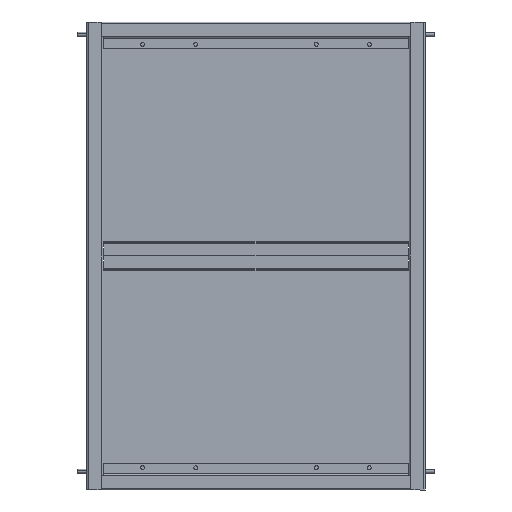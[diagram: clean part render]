
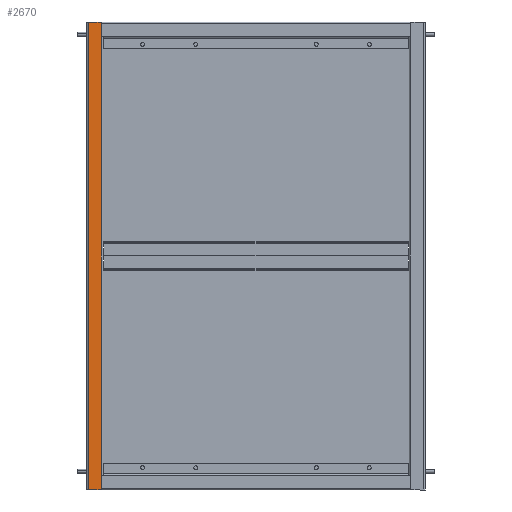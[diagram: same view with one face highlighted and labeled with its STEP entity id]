
A CAD part, front view. The second image highlights one B-rep face of the part: STEP entity #2670.
In plain terms, the highlighted planar face has unit normal (0, -1, 0).
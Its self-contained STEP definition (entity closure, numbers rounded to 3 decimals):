
#271 = DIRECTION ( 'NONE',  ( -1., 0., 0. ) ) ;
#342 = VECTOR ( 'NONE', #520, 1000. ) ;
#372 = VERTEX_POINT ( 'NONE', #2007 ) ;
#378 = EDGE_CURVE ( 'NONE', #2674, #5604, #4945, .T. ) ;
#427 = EDGE_CURVE ( 'NONE', #3704, #2502, #4791, .T. ) ;
#520 = DIRECTION ( 'NONE',  ( 1., 0., 0. ) ) ;
#716 = VECTOR ( 'NONE', #3714, 1000. ) ;
#818 = EDGE_LOOP ( 'NONE', ( #4616, #2598, #1497, #4408, #1192, #3487 ) ) ;
#824 = DIRECTION ( 'NONE',  ( 0., 0., -1. ) ) ;
#867 = VECTOR ( 'NONE', #2992, 1000. ) ;
#1054 = EDGE_CURVE ( 'NONE', #1114, #3704, #3130, .T. ) ;
#1114 = VERTEX_POINT ( 'NONE', #1787 ) ;
#1192 = ORIENTED_EDGE ( 'NONE', *, *, #1054, .F. ) ;
#1279 = LINE ( 'NONE', #1332, #5513 ) ;
#1282 = CARTESIAN_POINT ( 'NONE',  ( 22.5, 0., -361.5 ) ) ;
#1296 = VECTOR ( 'NONE', #271, 1000. ) ;
#1332 = CARTESIAN_POINT ( 'NONE',  ( 2.5, 0., 361.5 ) ) ;
#1497 = ORIENTED_EDGE ( 'NONE', *, *, #3809, .T. ) ;
#1787 = CARTESIAN_POINT ( 'NONE',  ( 2.5, 0., 361.5 ) ) ;
#2007 = CARTESIAN_POINT ( 'NONE',  ( 2.5, 0., -361.5 ) ) ;
#2021 = CARTESIAN_POINT ( 'NONE',  ( 22.5, 0., 361.5 ) ) ;
#2063 = EDGE_CURVE ( 'NONE', #1114, #372, #1279, .T. ) ;
#2106 = CARTESIAN_POINT ( 'NONE',  ( 0., 0., 0. ) ) ;
#2180 = LINE ( 'NONE', #4789, #867 ) ;
#2502 = VERTEX_POINT ( 'NONE', #3199 ) ;
#2522 = PLANE ( 'NONE',  #4040 ) ;
#2598 = ORIENTED_EDGE ( 'NONE', *, *, #378, .T. ) ;
#2670 = ADVANCED_FACE ( 'NONE', ( #5085 ), #2522, .T. ) ;
#2674 = VERTEX_POINT ( 'NONE', #1282 ) ;
#2707 = VECTOR ( 'NONE', #4308, 1000. ) ;
#2863 = LINE ( 'NONE', #2888, #1296 ) ;
#2888 = CARTESIAN_POINT ( 'NONE',  ( 0., 0., -361.5 ) ) ;
#2992 = DIRECTION ( 'NONE',  ( 0., 0., 1. ) ) ;
#3022 = CARTESIAN_POINT ( 'NONE',  ( 22.5, 0., 361.5 ) ) ;
#3130 = LINE ( 'NONE', #4870, #342 ) ;
#3181 = CARTESIAN_POINT ( 'NONE',  ( 22.5, 0., -361.5 ) ) ;
#3199 = CARTESIAN_POINT ( 'NONE',  ( 22.5, 0., 339. ) ) ;
#3447 = DIRECTION ( 'NONE',  ( 0., 0., -1. ) ) ;
#3487 = ORIENTED_EDGE ( 'NONE', *, *, #2063, .T. ) ;
#3704 = VERTEX_POINT ( 'NONE', #2021 ) ;
#3714 = DIRECTION ( 'NONE',  ( 0., 0., 1. ) ) ;
#3809 = EDGE_CURVE ( 'NONE', #5604, #2502, #2180, .T. ) ;
#3823 = DIRECTION ( 'NONE',  ( 0., -1., 0. ) ) ;
#3928 = CARTESIAN_POINT ( 'NONE',  ( 22.5, 0., -339. ) ) ;
#4040 = AXIS2_PLACEMENT_3D ( 'NONE', #2106, #3823, #824 ) ;
#4308 = DIRECTION ( 'NONE',  ( 0., 0., -1. ) ) ;
#4408 = ORIENTED_EDGE ( 'NONE', *, *, #427, .F. ) ;
#4616 = ORIENTED_EDGE ( 'NONE', *, *, #5364, .F. ) ;
#4789 = CARTESIAN_POINT ( 'NONE',  ( 22.5, 0., -361.5 ) ) ;
#4791 = LINE ( 'NONE', #3022, #2707 ) ;
#4870 = CARTESIAN_POINT ( 'NONE',  ( 25., 0., 361.5 ) ) ;
#4945 = LINE ( 'NONE', #3181, #716 ) ;
#5085 = FACE_OUTER_BOUND ( 'NONE', #818, .T. ) ;
#5364 = EDGE_CURVE ( 'NONE', #2674, #372, #2863, .T. ) ;
#5513 = VECTOR ( 'NONE', #3447, 1000. ) ;
#5604 = VERTEX_POINT ( 'NONE', #3928 ) ;
